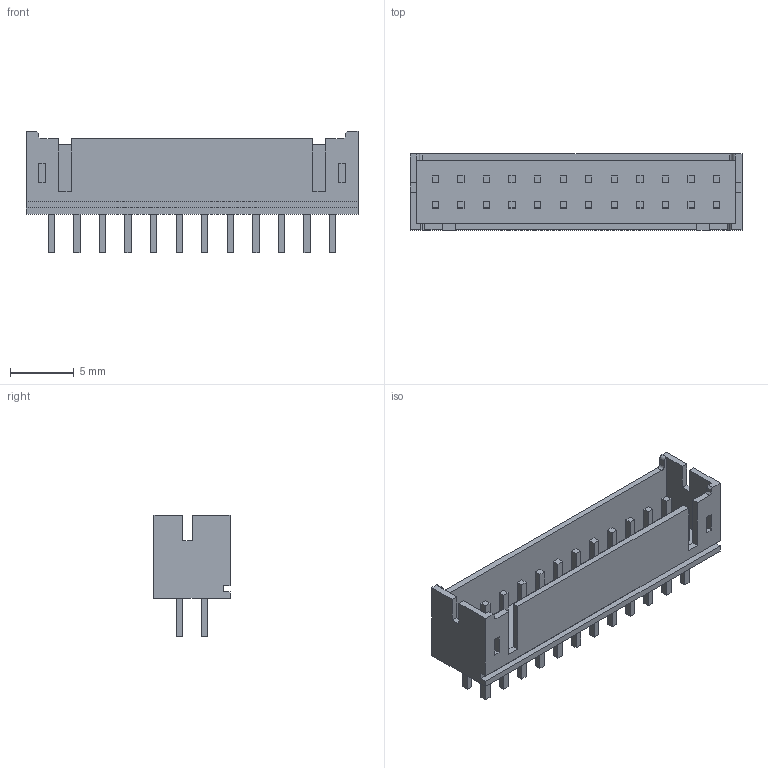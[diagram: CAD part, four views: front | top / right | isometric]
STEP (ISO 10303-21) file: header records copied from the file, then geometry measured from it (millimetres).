
FILE_DESCRIPTION(('HOOPS Exchange Step'),'2;1');
FILE_NAME('export-FA0F252B-CE30-4D2A-B566-96165DF25E33.stp','2022-10-08T17:28:58+17:00',('Daxxn'),('Alibre'),'HOOPS Exchange 2022.0','Alibre','Unknown authorisation');
FILE_SCHEMA( ('AP242_MANAGED_MODEL_BASED_3D_ENGINEERING_MIM_LF {1 0 10303 442 1 1 4 }') );
Length unit declared in the file: centimetre
Products named in the file (1): B24B-PHDSS(LF)(SN)
Bounding box: 25.94 x 5.94 x 9.5 mm (x, y, z)
Volume: 327.7 mm3; surface area: 1279.1 mm2
Topology: 1 solids, 1 shells, 294 faces, 731 edges, 486 vertices
Faces by surface type: plane 290, cylinder 4
Entity records: 8656 total; most frequent: CARTESIAN_POINT 1513, ORIENTED_EDGE 1464, DIRECTION 1331, EDGE_CURVE 731, VECTOR 723, LINE 723, VERTEX_POINT 486, EDGE_LOOP 346
